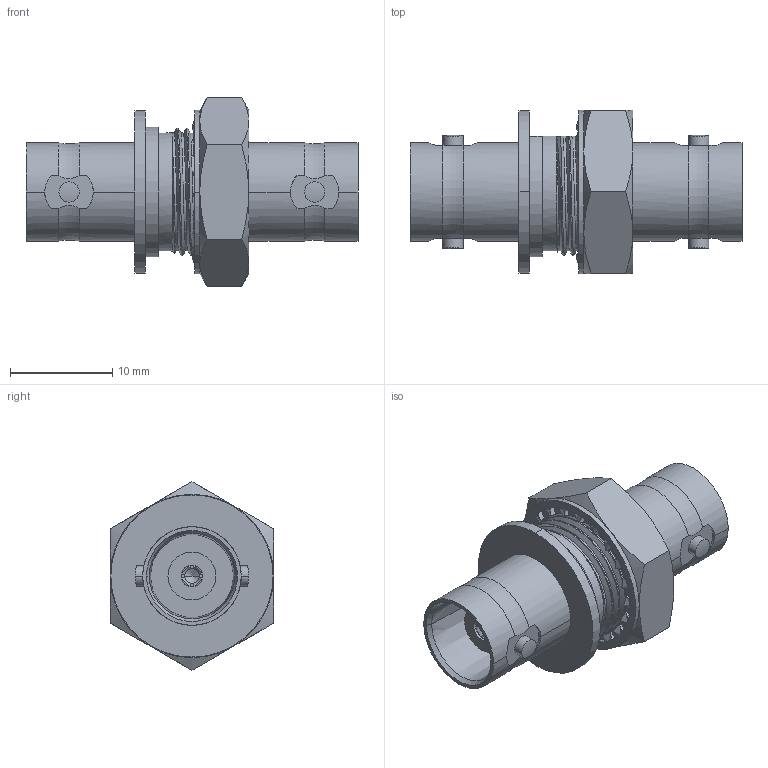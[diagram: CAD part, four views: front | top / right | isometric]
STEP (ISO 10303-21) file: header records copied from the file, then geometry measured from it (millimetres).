
FILE_DESCRIPTION((''),'2;1');
FILE_NAME('31-4803-1101_SW0002','2020-09-14T13:12:31',('Kaviyarasan'),(''),'CREO PARAMETRIC BY PTC INC, 2019444','CREO PARAMETRIC BY PTC INC, 2019444','');
FILE_SCHEMA(('CONFIG_CONTROL_DESIGN'));
Length unit declared in the file: millimetre
Products named in the file (1): 31-4803-1101_SW0002
Bounding box: 32.51 x 16 x 18.48 mm (x, y, z)
Volume: 2637.3 mm3; surface area: 3079.6 mm2
Topology: 1 solids, 1 shells, 324 faces, 923 edges, 613 vertices
Faces by surface type: bspline 119, cylinder 104, plane 59, cone 38, torus 4
Entity records: 18167 total; most frequent: CARTESIAN_POINT 10596, ORIENTED_EDGE 1842, DIRECTION 1160, EDGE_CURVE 921, VERTEX_POINT 613, AXIS2_PLACEMENT_3D 420, B_SPLINE_CURVE_WITH_KNOTS 386, EDGE_LOOP 340
